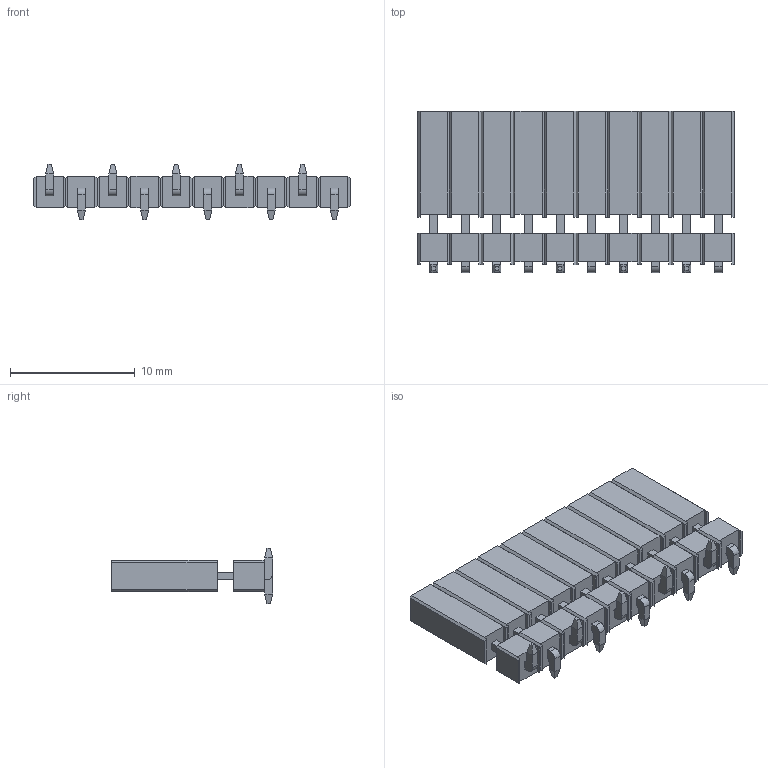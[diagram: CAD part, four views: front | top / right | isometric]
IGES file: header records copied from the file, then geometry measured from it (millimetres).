
Start section: SolidWorks IGES file using analytic representation for surfaces
Global section: file name: BSSQM-1 Single-M.IGS; native system: SolidWorks 2014; preprocessor: SolidWorks 2014; author: ewilson; date: 140731.084804; units: inch
Bounding box: 25.4 x 12.94 x 4.47 mm (x, y, z)
Surface area: 1900.1 mm2 (no closed solid volume)
Topology: 0 solids, 0 shells, 620 faces, 3000 edges, 3000 vertices
Faces by surface type: bspline 600, revolution 20
